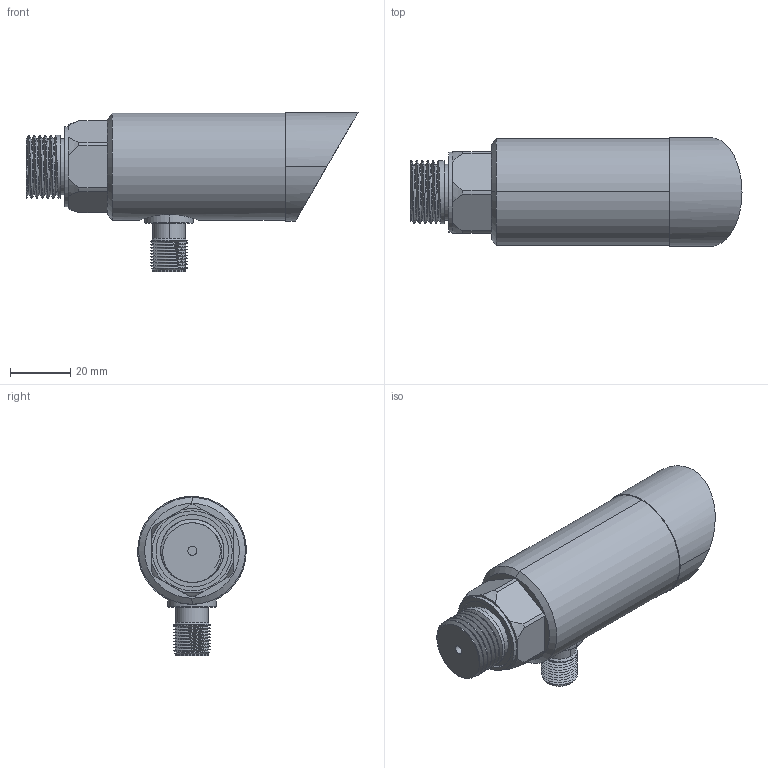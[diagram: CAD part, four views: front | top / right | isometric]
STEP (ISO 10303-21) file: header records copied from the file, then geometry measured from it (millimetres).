
FILE_DESCRIPTION(/* description */ (''),/* implementation_level */ '2;1');
FILE_NAME(/* name */ 'PS300-G12M外螺纹连接 2023.11.07.stp',/* time_stamp */ '2023-11-07T16:31:57+08:00',/* author */ (''),/* organization */ (''),/* preprocessor_version */ 'ST-DEVELOPER v16.7',/* originating_system */ 'SIEMENS PLM Software NX 12.0',/* authorisation */ '');
FILE_SCHEMA (('AUTOMOTIVE_DESIGN { 1 0 10303 214 3 1 1 1 }'));
Length unit declared in the file: millimetre
Products named in the file (6): PS300-XSK-3D.stp; M12X1-5P-3D_ASM.stp; PS300-01-3D.stp; kyf12j5z-o-l7cm_stp; ps300-g14m_asm.stp; （3D）PS300-G14M-G14外螺纹_
stp
Assembly tree (5 placements, depth 3):
  （3D）PS300-G14M-G14外螺纹_
stp
    ps300-g14m_asm.stp
      PS300-01-3D.stp
      M12X1-5P-3D_ASM.stp
      PS300-XSK-3D.stp
    kyf12j5z-o-l7cm_stp
Bounding box: 110 x 36 x 52.7 mm (x, y, z)
Volume: 92815.4 mm3; surface area: 22467.5 mm2
Topology: 4 solids, 4 shells, 464 faces, 1199 edges, 783 vertices
Faces by surface type: plane 308, cylinder 106, cone 26, bspline 14, sphere 10
Full cylindrical faces by diameter (mm): 3 x1, 7 x1, 18.631 x1, 19.1 x1, 20.955 x5, 23 x3, 24 x1, 26 x4, 26.5 x1
Entity records: 16316 total; most frequent: CARTESIAN_POINT 5102, ORIENTED_EDGE 2306, DIRECTION 2202, EDGE_CURVE 1153, LINE 838, VECTOR 838, VERTEX_POINT 770, AXIS2_PLACEMENT_3D 682
